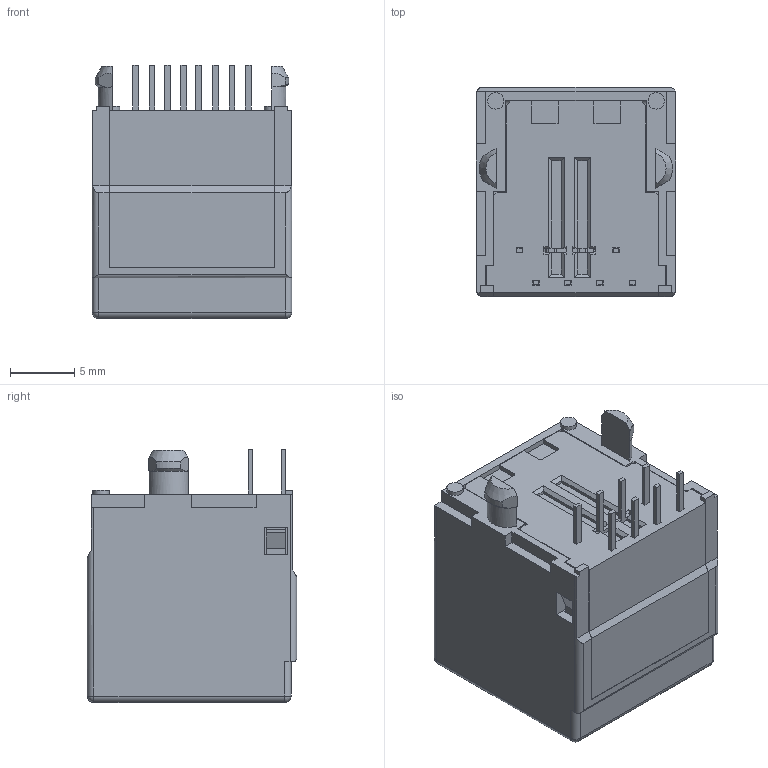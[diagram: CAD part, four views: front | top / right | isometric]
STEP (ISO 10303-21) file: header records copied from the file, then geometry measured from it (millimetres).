
FILE_DESCRIPTION(/* description */ ('STEP AP214'),/* implementation_level */ '2;1');
FILE_NAME(/* name */ 'SS-7188V-A-NF-50',/* time_stamp */ '2025-03-14T00:03:28+01:00',/* author */ ('License CC BY-ND 4.0'),/* organization */ ('CADENAS'),/* preprocessor_version */ 'ST-DEVELOPER v19.3',/* originating_system */ 'PARTsolutions',/* authorisation */ ' ');
FILE_SCHEMA (('AUTOMOTIVE_DESIGN {1 0 10303 214 3 1 1}'));
Length unit declared in the file: inch
Products named in the file (6): SS-7188V-A-NF-50; SS-7188V-A-NF-50_PART1; SS-7188V-A-NF-50_PART2; SS-7188V-A-NF-50_PART3; SS-7188V-A-NF-50_PART4; SS-7188V-A-NF-50_PART5
Assembly tree (5 placements, depth 2):
  SS-7188V-A-NF-50
    SS-7188V-A-NF-50_PART1
    SS-7188V-A-NF-50_PART2
    SS-7188V-A-NF-50_PART3
    SS-7188V-A-NF-50_PART4
    SS-7188V-A-NF-50_PART5
Bounding box: 15.49 x 16.23 x 19.63 mm (x, y, z)
Volume: 2500.3 mm3; surface area: 3432.8 mm2
Topology: 5 solids, 5 shells, 1261 faces, 3639 edges, 2355 vertices
Faces by surface type: plane 1040, cylinder 190, torus 19, cone 8, sphere 4
Full cylindrical faces by diameter (mm): 1.27 x2
Entity records: 41041 total; most frequent: CARTESIAN_POINT 7467, ORIENTED_EDGE 7272, DIRECTION 6567, EDGE_CURVE 3636, LINE 3107, VECTOR 3107, VERTEX_POINT 2354, AXIS2_PLACEMENT_3D 1730
